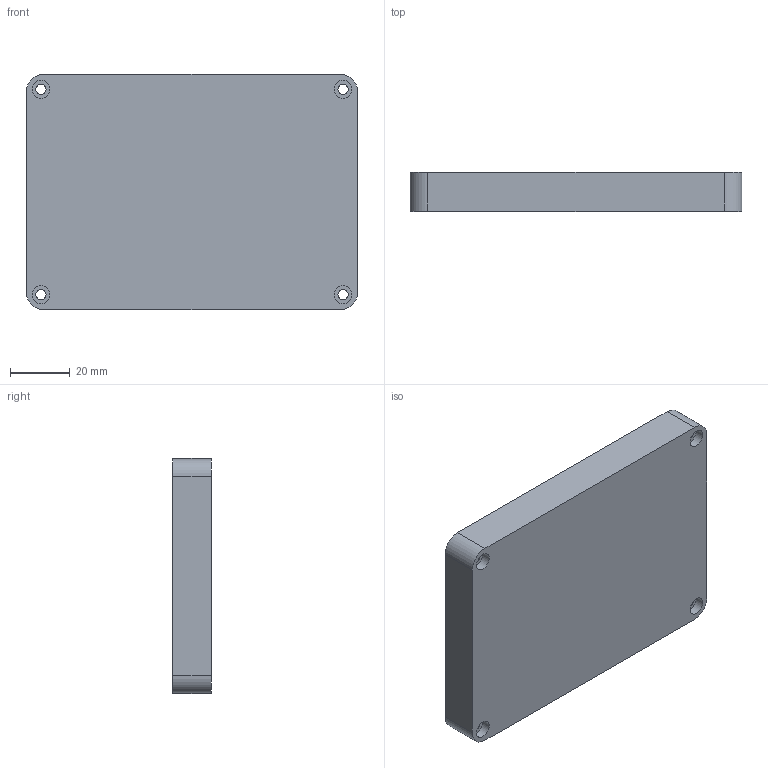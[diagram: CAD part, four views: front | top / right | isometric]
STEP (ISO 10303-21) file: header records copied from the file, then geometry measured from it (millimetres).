
FILE_DESCRIPTION(/* description */ (''),/* implementation_level */ '2;1');
FILE_NAME(/* name */ 'bottom_design.step',/* time_stamp */ '2025-07-08T01:02:58-04:00',/* author */ (''),/* organization */ (''),/* preprocessor_version */ 'ST-DEVELOPER v20.1',/* originating_system */ 'Autodesk Translation Framework v14.10.0.0',/* authorisation */ '');
FILE_SCHEMA (('AUTOMOTIVE_DESIGN { 1 0 10303 214 3 1 1 }'));
Length unit declared in the file: millimetre
Products named in the file (1): (Unsaved)
Bounding box: 111.5 x 13 x 79 mm (x, y, z)
Volume: 58807.4 mm3; surface area: 27462.1 mm2
Topology: 5 solids, 5 shells, 40 faces, 90 edges, 60 vertices
Faces by surface type: plane 22, cylinder 18
Full cylindrical faces by diameter (mm): 3.4 x4, 6 x8
Entity records: 1198 total; most frequent: DIRECTION 208, CARTESIAN_POINT 191, ORIENTED_EDGE 180, EDGE_CURVE 90, AXIS2_PLACEMENT_3D 77, VERTEX_POINT 60, EDGE_LOOP 56, LINE 54
